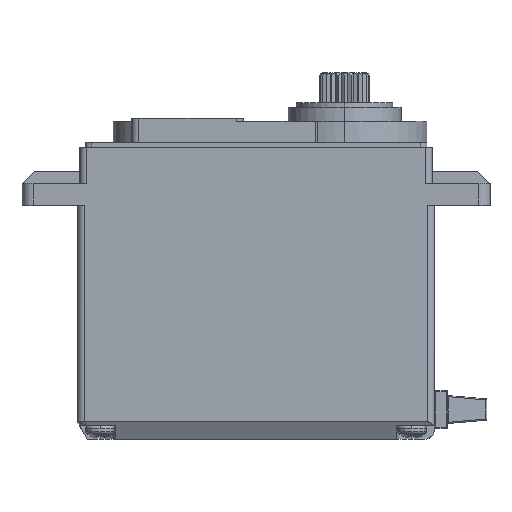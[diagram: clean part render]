
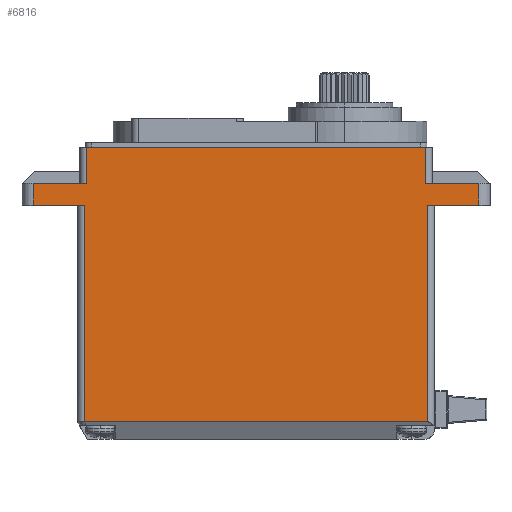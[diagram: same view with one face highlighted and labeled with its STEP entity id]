
A CAD part, top view. The second image highlights one B-rep face of the part: STEP entity #6816.
In plain terms, the highlighted planar face has unit normal (0, 0, 1).
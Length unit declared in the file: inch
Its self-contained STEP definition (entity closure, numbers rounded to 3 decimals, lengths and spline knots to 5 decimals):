
#80 = AXIS2_PLACEMENT_3D ( 'NONE', #12850, #11741, #3789 ) ;
#277 = DIRECTION ( 'NONE',  ( 0., 1., 0. ) ) ;
#462 = LINE ( 'NONE', #10891, #13666 ) ;
#545 = LINE ( 'NONE', #4591, #12182 ) ;
#756 = VECTOR ( 'NONE', #13144, 39.37008 ) ;
#774 = CARTESIAN_POINT ( 'NONE',  ( 1.052, 1.15, 0. ) ) ;
#782 = LINE ( 'NONE', #2378, #6444 ) ;
#862 = EDGE_CURVE ( 'NONE', #2073, #13418, #6285, .T. ) ;
#1027 = DIRECTION ( 'NONE',  ( 0., -1., 0. ) ) ;
#1063 = CARTESIAN_POINT ( 'NONE',  ( 1.052, 1.052, 0. ) ) ;
#1183 = ORIENTED_EDGE ( 'NONE', *, *, #10899, .T. ) ;
#1864 = CARTESIAN_POINT ( 'NONE',  ( 1.052, 1.052, 0. ) ) ;
#2073 = VERTEX_POINT ( 'NONE', #12988 ) ;
#2094 = VECTOR ( 'NONE', #9047, 39.37008 ) ;
#2130 = VERTEX_POINT ( 'NONE', #4304 ) ;
#2158 = ORIENTED_EDGE ( 'NONE', *, *, #3277, .T. ) ;
#2263 = EDGE_CURVE ( 'NONE', #5398, #4780, #14225, .T. ) ;
#2360 = VECTOR ( 'NONE', #2383, 39.37008 ) ;
#2378 = CARTESIAN_POINT ( 'NONE',  ( -0.7725, 1.052, 0. ) ) ;
#2383 = DIRECTION ( 'NONE',  ( 1., 0., 0. ) ) ;
#2442 = CARTESIAN_POINT ( 'NONE',  ( -0.7625, 1.313, 0. ) ) ;
#2870 = LINE ( 'NONE', #12235, #3217 ) ;
#3194 = ORIENTED_EDGE ( 'NONE', *, *, #5909, .T. ) ;
#3217 = VECTOR ( 'NONE', #8925, 39.37008 ) ;
#3264 = EDGE_CURVE ( 'NONE', #5594, #13157, #9809, .T. ) ;
#3277 = EDGE_CURVE ( 'NONE', #7132, #13157, #462, .T. ) ;
#3434 = LINE ( 'NONE', #10369, #2360 ) ;
#3467 = VECTOR ( 'NONE', #9736, 39.37008 ) ;
#3789 = DIRECTION ( 'NONE',  ( -1., 0., 0. ) ) ;
#3896 = CARTESIAN_POINT ( 'NONE',  ( 1.002, 1.052, 0. ) ) ;
#4081 = VECTOR ( 'NONE', #7461, 39.37008 ) ;
#4304 = CARTESIAN_POINT ( 'NONE',  ( 0.7625, 1.15, 0. ) ) ;
#4515 = ORIENTED_EDGE ( 'NONE', *, *, #8965, .T. ) ;
#4591 = CARTESIAN_POINT ( 'NONE',  ( 0.7625, 1.052, 0. ) ) ;
#4595 = CARTESIAN_POINT ( 'NONE',  ( -0.7625, 1.15, 0. ) ) ;
#4648 = EDGE_LOOP ( 'NONE', ( #6514, #4515, #6991, #10667, #10088, #3194, #7979, #1183, #8129, #2158, #9980, #11633, #9021 ) ) ;
#4780 = VERTEX_POINT ( 'NONE', #3896 ) ;
#5149 = CARTESIAN_POINT ( 'NONE',  ( -1.002, 1.15, 0. ) ) ;
#5217 = EDGE_CURVE ( 'NONE', #2130, #6781, #13436, .T. ) ;
#5320 = DIRECTION ( 'NONE',  ( 1., 0., 0. ) ) ;
#5398 = VERTEX_POINT ( 'NONE', #10267 ) ;
#5594 = VERTEX_POINT ( 'NONE', #5149 ) ;
#5701 = EDGE_CURVE ( 'NONE', #7132, #7354, #10455, .T. ) ;
#5909 = EDGE_CURVE ( 'NONE', #4780, #6781, #12046, .T. ) ;
#5911 = CARTESIAN_POINT ( 'NONE',  ( 1.002, 1.15, 0. ) ) ;
#6285 = LINE ( 'NONE', #1864, #3467 ) ;
#6444 = VECTOR ( 'NONE', #1027, 39.37008 ) ;
#6514 = ORIENTED_EDGE ( 'NONE', *, *, #10362, .T. ) ;
#6781 = VERTEX_POINT ( 'NONE', #5911 ) ;
#6816 = ADVANCED_FACE ( 'NONE', ( #11760 ), #9427, .F. ) ;
#6864 = CARTESIAN_POINT ( 'NONE',  ( -0.77219, 0.07794, 0. ) ) ;
#6976 = CARTESIAN_POINT ( 'NONE',  ( -0.7724, 0.07794, 0. ) ) ;
#6991 = ORIENTED_EDGE ( 'NONE', *, *, #7615, .T. ) ;
#7003 = DIRECTION ( 'NONE',  ( 1., 0., 0. ) ) ;
#7132 = VERTEX_POINT ( 'NONE', #2442 ) ;
#7265 = VECTOR ( 'NONE', #277, 39.37008 ) ;
#7354 = VERTEX_POINT ( 'NONE', #11649 ) ;
#7461 = DIRECTION ( 'NONE',  ( 0., 1., 0. ) ) ;
#7615 = EDGE_CURVE ( 'NONE', #12268, #8146, #3434, .T. ) ;
#7792 = VECTOR ( 'NONE', #7003, 39.37008 ) ;
#7979 = ORIENTED_EDGE ( 'NONE', *, *, #5217, .F. ) ;
#8129 = ORIENTED_EDGE ( 'NONE', *, *, #5701, .F. ) ;
#8146 = VERTEX_POINT ( 'NONE', #8887 ) ;
#8778 = CARTESIAN_POINT ( 'NONE',  ( 1.052, 1.15, 0. ) ) ;
#8887 = CARTESIAN_POINT ( 'NONE',  ( 0.7725, 0.07794, 0. ) ) ;
#8925 = DIRECTION ( 'NONE',  ( 0., -1., 0. ) ) ;
#8965 = EDGE_CURVE ( 'NONE', #10131, #12268, #14281, .T. ) ;
#9021 = ORIENTED_EDGE ( 'NONE', *, *, #862, .T. ) ;
#9047 = DIRECTION ( 'NONE',  ( 1., 0., 0. ) ) ;
#9095 = DIRECTION ( 'NONE',  ( 0., 1., 0. ) ) ;
#9118 = CARTESIAN_POINT ( 'NONE',  ( -0.7725, 0.07794, 0. ) ) ;
#9427 = PLANE ( 'NONE',  #80 ) ;
#9689 = LINE ( 'NONE', #13053, #4081 ) ;
#9736 = DIRECTION ( 'NONE',  ( 1., 0., 0. ) ) ;
#9809 = LINE ( 'NONE', #774, #12099 ) ;
#9980 = ORIENTED_EDGE ( 'NONE', *, *, #3264, .F. ) ;
#10088 = ORIENTED_EDGE ( 'NONE', *, *, #2263, .T. ) ;
#10131 = VERTEX_POINT ( 'NONE', #12128 ) ;
#10267 = CARTESIAN_POINT ( 'NONE',  ( 0.7725, 1.052, 0. ) ) ;
#10355 = CARTESIAN_POINT ( 'NONE',  ( -0.7625, 1.313, 0. ) ) ;
#10362 = EDGE_CURVE ( 'NONE', #13418, #10131, #782, .T. ) ;
#10369 = CARTESIAN_POINT ( 'NONE',  ( 0.633, 0.07794, 0. ) ) ;
#10373 = CARTESIAN_POINT ( 'NONE',  ( -0.77219, 0.07794, 0. ) ) ;
#10455 = LINE ( 'NONE', #10355, #7792 ) ;
#10667 = ORIENTED_EDGE ( 'NONE', *, *, #11316, .T. ) ;
#10891 = CARTESIAN_POINT ( 'NONE',  ( -0.7625, 1.052, 0. ) ) ;
#10899 = EDGE_CURVE ( 'NONE', #2130, #7354, #545, .T. ) ;
#11316 = EDGE_CURVE ( 'NONE', #8146, #5398, #9689, .T. ) ;
#11633 = ORIENTED_EDGE ( 'NONE', *, *, #13851, .T. ) ;
#11649 = CARTESIAN_POINT ( 'NONE',  ( 0.7625, 1.313, 0. ) ) ;
#11741 = DIRECTION ( 'NONE',  ( 0., 0., -1. ) ) ;
#11760 = FACE_OUTER_BOUND ( 'NONE', #4648, .T. ) ;
#12046 = LINE ( 'NONE', #12718, #7265 ) ;
#12099 = VECTOR ( 'NONE', #5320, 39.37008 ) ;
#12128 = CARTESIAN_POINT ( 'NONE',  ( -0.7725, 0.07794, 0. ) ) ;
#12182 = VECTOR ( 'NONE', #9095, 39.37008 ) ;
#12235 = CARTESIAN_POINT ( 'NONE',  ( -1.002, 1.052, 0. ) ) ;
#12268 = VERTEX_POINT ( 'NONE', #10373 ) ;
#12513 = CARTESIAN_POINT ( 'NONE',  ( -0.77229, 0.07794, 0. ) ) ;
#12718 = CARTESIAN_POINT ( 'NONE',  ( 1.002, 1.052, 0. ) ) ;
#12850 = CARTESIAN_POINT ( 'NONE',  ( 0.8025, 1.052, 0. ) ) ;
#12988 = CARTESIAN_POINT ( 'NONE',  ( -1.002, 1.052, 0. ) ) ;
#13053 = CARTESIAN_POINT ( 'NONE',  ( 0.7725, 1.052, 0. ) ) ;
#13144 = DIRECTION ( 'NONE',  ( 1., 0., 0. ) ) ;
#13157 = VERTEX_POINT ( 'NONE', #4595 ) ;
#13418 = VERTEX_POINT ( 'NONE', #14580 ) ;
#13436 = LINE ( 'NONE', #8778, #756 ) ;
#13666 = VECTOR ( 'NONE', #14163, 39.37008 ) ;
#13851 = EDGE_CURVE ( 'NONE', #5594, #2073, #2870, .T. ) ;
#14163 = DIRECTION ( 'NONE',  ( 0., -1., 0. ) ) ;
#14225 = LINE ( 'NONE', #1063, #2094 ) ;
#14281 =( BOUNDED_CURVE ( )  B_SPLINE_CURVE ( 3, ( #9118, #6976, #12513, #6864 ),
 .UNSPECIFIED., .F., .T. ) 
 B_SPLINE_CURVE_WITH_KNOTS ( ( 4, 4 ),
 ( 6.02258, 6.03051 ),
 .UNSPECIFIED. ) 
 CURVE ( )  GEOMETRIC_REPRESENTATION_ITEM ( )  RATIONAL_B_SPLINE_CURVE ( ( 1., 1., 1., 1. ) ) 
 REPRESENTATION_ITEM ( '' )  );
#14580 = CARTESIAN_POINT ( 'NONE',  ( -0.7725, 1.052, 0. ) ) ;
